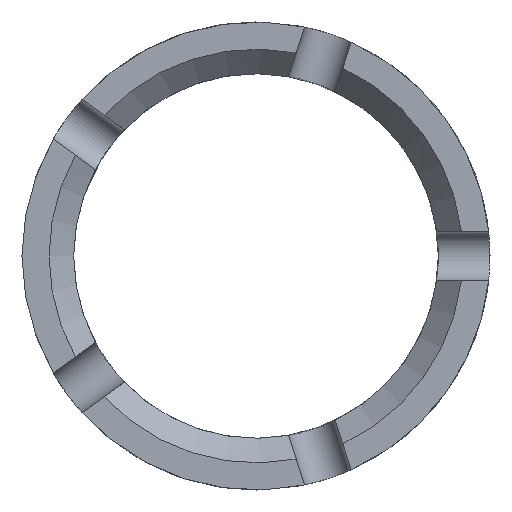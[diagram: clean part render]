
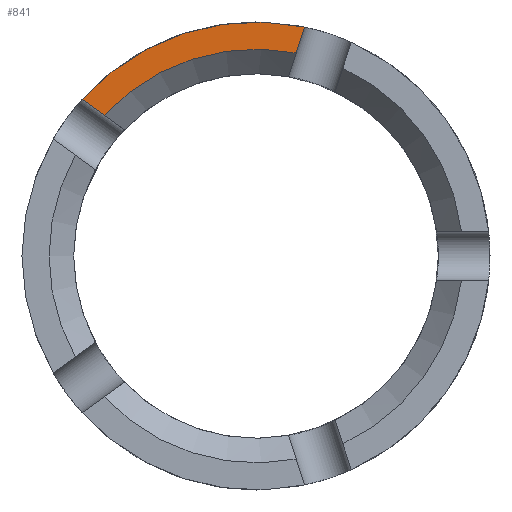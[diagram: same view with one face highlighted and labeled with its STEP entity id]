
A CAD part, front view. The second image highlights one B-rep face of the part: STEP entity #841.
In plain terms, the highlighted planar face has unit normal (0, -1, 0).
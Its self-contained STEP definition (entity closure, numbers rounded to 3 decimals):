
#95=PLANE('',#935);
#151=FACE_OUTER_BOUND('',#214,.T.);
#214=EDGE_LOOP('',(#694,#695,#696,#697));
#256=LINE('',#1710,#302);
#261=LINE('',#1859,#307);
#302=VECTOR('',#1054,10.);
#307=VECTOR('',#1087,10.);
#351=CIRCLE('',#934,8.4);
#352=CIRCLE('',#936,9.5);
#401=VERTEX_POINT('',#1702);
#403=VERTEX_POINT('',#1708);
#418=VERTEX_POINT('',#1851);
#419=VERTEX_POINT('',#1857);
#497=EDGE_CURVE('',#401,#403,#256,.T.);
#516=EDGE_CURVE('',#401,#418,#351,.T.);
#518=EDGE_CURVE('',#403,#419,#352,.T.);
#519=EDGE_CURVE('',#419,#418,#261,.T.);
#694=ORIENTED_EDGE('',*,*,#497,.T.);
#695=ORIENTED_EDGE('',*,*,#518,.T.);
#696=ORIENTED_EDGE('',*,*,#519,.T.);
#697=ORIENTED_EDGE('',*,*,#516,.F.);
#841=ADVANCED_FACE('',(#151),#95,.F.);
#934=AXIS2_PLACEMENT_3D('',#1852,#1081,#1082);
#935=AXIS2_PLACEMENT_3D('',#1856,#1083,#1084);
#936=AXIS2_PLACEMENT_3D('',#1858,#1085,#1086);
#1054=DIRECTION('',(0.309,0.,0.951));
#1081=DIRECTION('center_axis',(0.,-1.,0.));
#1082=DIRECTION('ref_axis',(1.,0.,0.));
#1083=DIRECTION('center_axis',(0.,1.,0.));
#1084=DIRECTION('ref_axis',(1.,0.,0.));
#1085=DIRECTION('center_axis',(0.,-1.,0.));
#1086=DIRECTION('ref_axis',(1.,0.,0.));
#1087=DIRECTION('',(0.809,0.,-0.588));
#1702=CARTESIAN_POINT('',(1.626,-35.,8.241));
#1708=CARTESIAN_POINT('',(1.968,-35.,9.294));
#1710=CARTESIAN_POINT('',(-0.951,-35.,0.309));
#1851=CARTESIAN_POINT('',(-6.16,-35.,5.711));
#1852=CARTESIAN_POINT('Origin',(0.,-35.,0.));
#1856=CARTESIAN_POINT('Origin',(0.,-35.,0.));
#1857=CARTESIAN_POINT('',(-7.055,-35.,6.362));
#1858=CARTESIAN_POINT('Origin',(0.,-35.,0.));
#1859=CARTESIAN_POINT('',(0.588,-35.,0.809));
